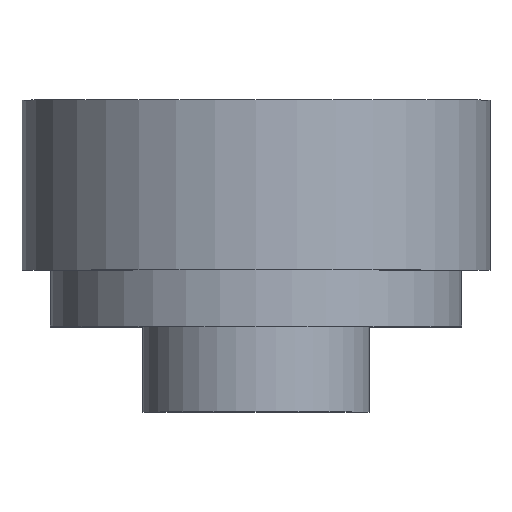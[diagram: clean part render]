
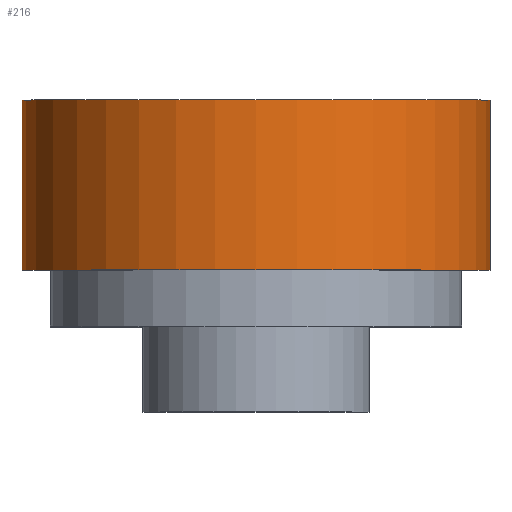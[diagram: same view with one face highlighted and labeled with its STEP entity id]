
A CAD part, top view. The second image highlights one B-rep face of the part: STEP entity #216.
In plain terms, the highlighted cylindrical face has radius 8.25 mm (diameter 16.5 mm), a full revolution.
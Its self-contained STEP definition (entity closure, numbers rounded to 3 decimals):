
#23 = EDGE_LOOP ( 'NONE', ( #81 ) ) ;
#27 = EDGE_LOOP ( 'NONE', ( #90 ) ) ;
#32 = VERTEX_POINT ( 'NONE', #149 ) ;
#35 = CYLINDRICAL_SURFACE ( 'NONE', #433, 8.25 ) ;
#58 = CIRCLE ( 'NONE', #390, 8.25 ) ;
#81 = ORIENTED_EDGE ( 'NONE', *, *, #261, .T. ) ;
#90 = ORIENTED_EDGE ( 'NONE', *, *, #244, .F. ) ;
#106 = FACE_OUTER_BOUND ( 'NONE', #23, .T. ) ;
#131 = CARTESIAN_POINT ( 'NONE',  ( 0., 11., -8.25 ) ) ;
#149 = CARTESIAN_POINT ( 'NONE',  ( 0., 5., -8.25 ) ) ;
#172 = FACE_OUTER_BOUND ( 'NONE', #27, .T. ) ;
#213 = DIRECTION ( 'NONE',  ( 0., -1., 0. ) ) ;
#216 = ADVANCED_FACE ( 'NONE', ( #106, #172 ), #35, .T. ) ;
#244 = EDGE_CURVE ( 'NONE', #32, #32, #58, .T. ) ;
#257 = CIRCLE ( 'NONE', #302, 8.25 ) ;
#260 = DIRECTION ( 'NONE',  ( 0., 0., -1. ) ) ;
#261 = EDGE_CURVE ( 'NONE', #297, #297, #257, .T. ) ;
#276 = DIRECTION ( 'NONE',  ( 0., -1., 0. ) ) ;
#284 = CARTESIAN_POINT ( 'NONE',  ( 0., 0., 0. ) ) ;
#291 = DIRECTION ( 'NONE',  ( 0., 0., -1. ) ) ;
#297 = VERTEX_POINT ( 'NONE', #131 ) ;
#302 = AXIS2_PLACEMENT_3D ( 'NONE', #308, #276, #260 ) ;
#308 = CARTESIAN_POINT ( 'NONE',  ( 0., 11., 0. ) ) ;
#345 = CARTESIAN_POINT ( 'NONE',  ( 0., 5., 0. ) ) ;
#351 = DIRECTION ( 'NONE',  ( 0., 0., -1. ) ) ;
#369 = DIRECTION ( 'NONE',  ( 0., -1., 0. ) ) ;
#390 = AXIS2_PLACEMENT_3D ( 'NONE', #345, #213, #291 ) ;
#433 = AXIS2_PLACEMENT_3D ( 'NONE', #284, #369, #351 ) ;
